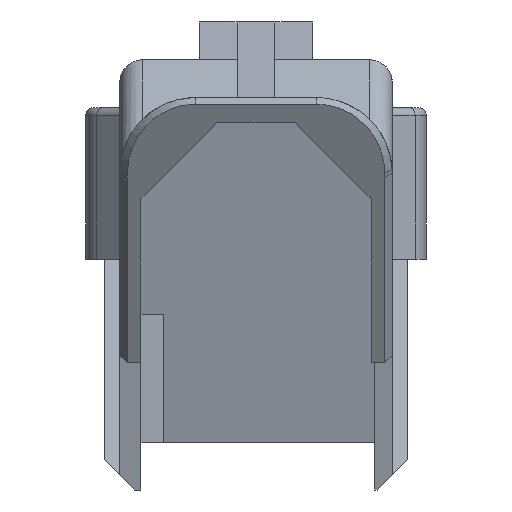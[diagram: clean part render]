
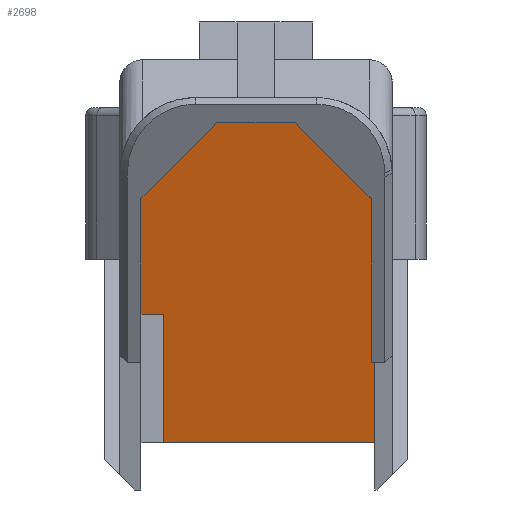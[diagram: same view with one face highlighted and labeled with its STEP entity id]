
A CAD part, front view. The second image highlights one B-rep face of the part: STEP entity #2698.
In plain terms, the highlighted planar face has unit normal (0, -0.966, -0.259).
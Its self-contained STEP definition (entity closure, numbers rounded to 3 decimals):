
#252=FACE_OUTER_BOUND('',#401,.T.);
#401=EDGE_LOOP('',(#2428,#2429,#2430,#2431,#2432,#2433));
#438=LINE('',#3639,#763);
#451=LINE('',#3664,#776);
#481=LINE('',#3741,#806);
#713=LINE('',#4533,#1038);
#715=LINE('',#4537,#1040);
#728=LINE('',#4569,#1053);
#763=VECTOR('',#2946,10.);
#776=VECTOR('',#2961,10.);
#806=VECTOR('',#3013,10.);
#1038=VECTOR('',#3501,10.);
#1040=VECTOR('',#3507,10.);
#1053=VECTOR('',#3558,10.);
#1080=VERTEX_POINT('',#3636);
#1081=VERTEX_POINT('',#3638);
#1092=VERTEX_POINT('',#3662);
#1123=VERTEX_POINT('',#3738);
#1124=VERTEX_POINT('',#3740);
#1300=VERTEX_POINT('',#4531);
#1334=EDGE_CURVE('',#1080,#1081,#438,.T.);
#1347=EDGE_CURVE('',#1080,#1092,#451,.T.);
#1383=EDGE_CURVE('',#1124,#1123,#481,.T.);
#1667=EDGE_CURVE('',#1123,#1300,#713,.T.);
#1669=EDGE_CURVE('',#1300,#1081,#715,.T.);
#1682=EDGE_CURVE('',#1124,#1092,#728,.T.);
#2428=ORIENTED_EDGE('',*,*,#1669,.T.);
#2429=ORIENTED_EDGE('',*,*,#1334,.F.);
#2430=ORIENTED_EDGE('',*,*,#1347,.T.);
#2431=ORIENTED_EDGE('',*,*,#1682,.F.);
#2432=ORIENTED_EDGE('',*,*,#1383,.T.);
#2433=ORIENTED_EDGE('',*,*,#1667,.T.);
#2555=PLANE('',#2887);
#2698=ADVANCED_FACE('',(#252),#2555,.F.);
#2887=AXIS2_PLACEMENT_3D('',#4570,#3559,#3560);
#2946=DIRECTION('',(-1.,0.,0.));
#2961=DIRECTION('',(0.,-0.259,0.966));
#3013=DIRECTION('',(0.,0.259,-0.966));
#3501=DIRECTION('',(1.,0.,0.));
#3507=DIRECTION('',(0.,0.259,-0.966));
#3558=DIRECTION('',(1.,0.,0.));
#3559=DIRECTION('center_axis',(0.,0.966,0.259));
#3560=DIRECTION('ref_axis',(0.,-0.259,0.966));
#3636=CARTESIAN_POINT('',(15.7,60.71,129.406));
#3638=CARTESIAN_POINT('',(-12.2,60.71,129.406));
#3639=CARTESIAN_POINT('',(-7.5,60.71,129.406));
#3662=CARTESIAN_POINT('',(15.7,47.555,178.5));
#3664=CARTESIAN_POINT('',(15.7,47.555,178.5));
#3738=CARTESIAN_POINT('',(-15.2,56.155,146.406));
#3740=CARTESIAN_POINT('',(-15.2,47.555,178.5));
#3741=CARTESIAN_POINT('',(-15.2,47.555,178.5));
#4531=CARTESIAN_POINT('',(-12.2,56.155,146.406));
#4533=CARTESIAN_POINT('',(-7.6,56.155,146.406));
#4537=CARTESIAN_POINT('',(-12.2,59.016,135.727));
#4569=CARTESIAN_POINT('',(0.,47.555,178.5));
#4570=CARTESIAN_POINT('Origin',(0.,60.71,129.406));
